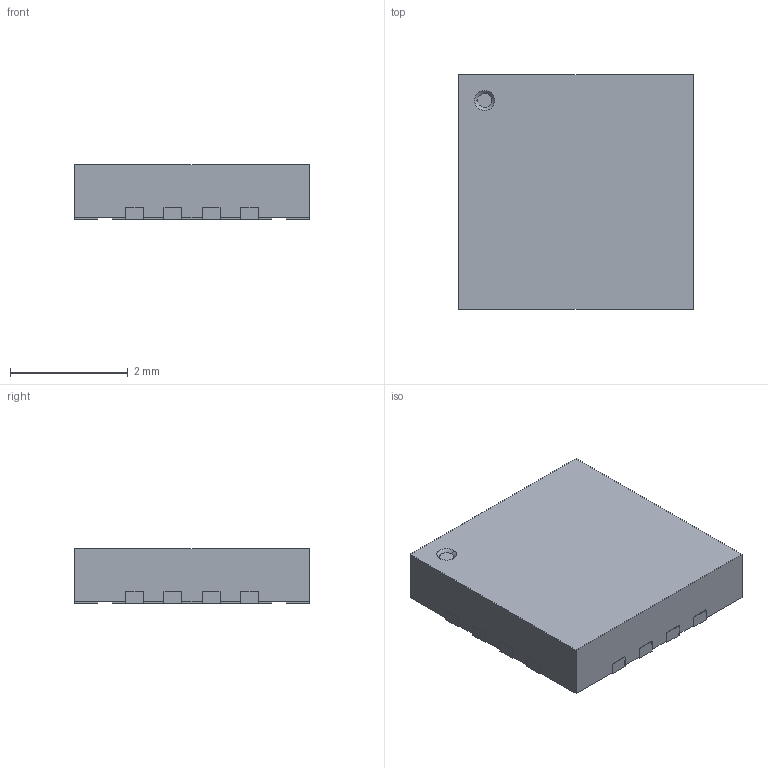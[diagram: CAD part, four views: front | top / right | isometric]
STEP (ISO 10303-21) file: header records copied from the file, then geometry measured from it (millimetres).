
FILE_DESCRIPTION(('FreeCAD Model'),'2;1');
FILE_NAME('QFN65P400X400X90-16NT210X210.step','2016-10-14T15:22:28',('Author'),(''), 'Open CASCADE STEP processor 6.8','FreeCAD','Unknown');
FILE_SCHEMA(('AUTOMOTIVE_DESIGN_CC2 { 1 2 10303 214 -1 1 5 4 }'));
Length unit declared in the file: millimetre
Products named in the file (2): ASSEMBLY; QFN65P400X400X90-16NT210X210
Assembly tree (1 placements, depth 2):
  ASSEMBLY
    QFN65P400X400X90-16NT210X210
Bounding box: 4 x 4 x 0.92 mm (x, y, z)
Volume: 14.4 mm3; surface area: 46.8 mm2
Topology: 1 solids, 1 shells, 110 faces, 318 edges, 212 vertices
Faces by surface type: plane 108, cone 2
Entity records: 8658 total; most frequent: CARTESIAN_POINT 1470, DIRECTION 1174, LINE 938, VECTOR 938, ORIENTED_EDGE 636, PCURVE 636, DEFINITIONAL_REPRESENTATION 636, EDGE_CURVE 318
